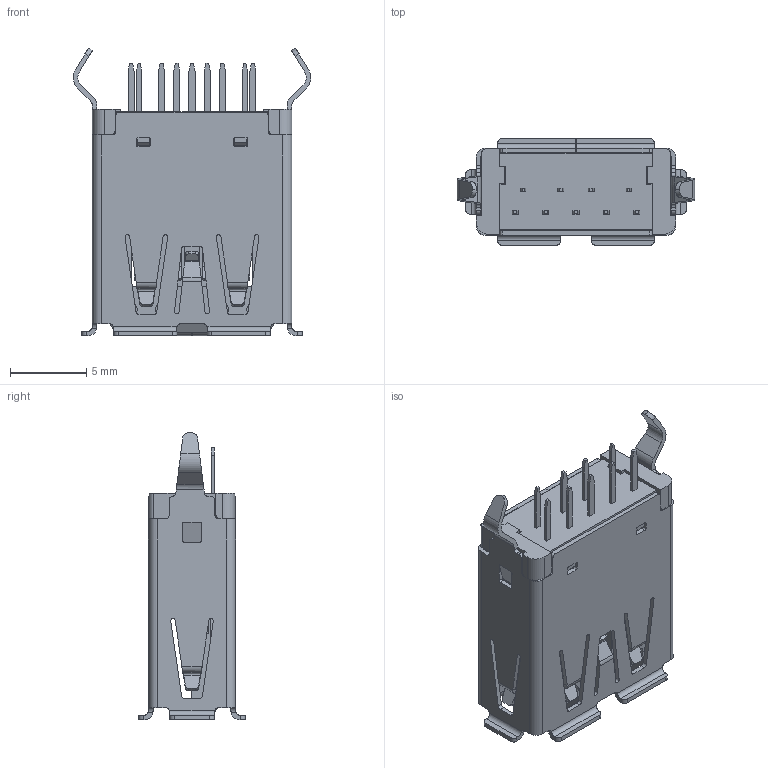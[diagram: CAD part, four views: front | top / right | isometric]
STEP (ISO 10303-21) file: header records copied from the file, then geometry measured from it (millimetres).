
FILE_DESCRIPTION (( 'STEP AP214' ), '1' );
FILE_NAME ('SS-52000-004.STEP', '2024-02-13T15:22:27', ( '' ), ( '' ), 'SwSTEP 2.0', 'SolidWorks 2024', '' );
FILE_SCHEMA (( 'AUTOMOTIVE_DESIGN' ));
Length unit declared in the file: metre
Products named in the file (1): SS-52000-004
Bounding box: 15.6 x 7 x 18.9 mm (x, y, z)
Volume: 564.9 mm3; surface area: 1848.3 mm2
Topology: 1 solids, 1 shells, 815 faces, 2237 edges, 1447 vertices
Faces by surface type: plane 506, cylinder 281, bspline 28
Entity records: 27060 total; most frequent: CARTESIAN_POINT 6031, ORIENTED_EDGE 4474, DIRECTION 4146, EDGE_CURVE 2237, LINE 1638, VECTOR 1638, VERTEX_POINT 1447, AXIS2_PLACEMENT_3D 1254
